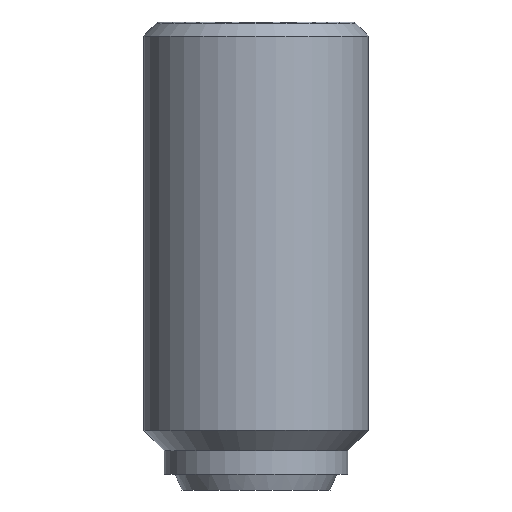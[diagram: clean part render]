
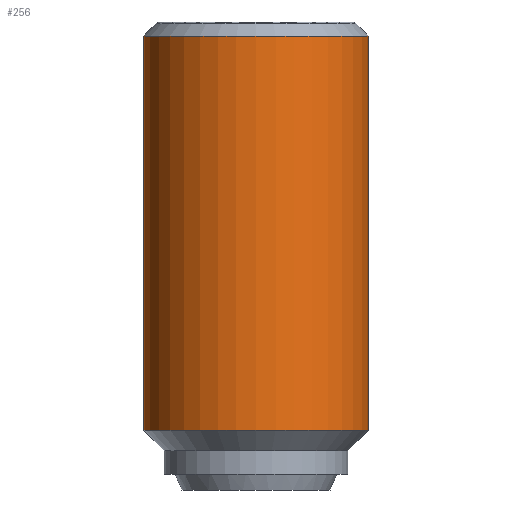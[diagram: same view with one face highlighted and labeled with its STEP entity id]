
A CAD part, front view. The second image highlights one B-rep face of the part: STEP entity #256.
In plain terms, the highlighted cylindrical face has radius 12 mm (diameter 24 mm), a partial arc.
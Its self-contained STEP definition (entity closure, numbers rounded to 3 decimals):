
#136=EDGE_CURVE('',#152,#206,#361,.T.);
#152=VERTEX_POINT('',#379);
#182=EDGE_CURVE('',#308,#152,#414,.T.);
#206=VERTEX_POINT('',#439);
#256=ADVANCED_FACE('',(#496),#497,.T.);
#258=EDGE_CURVE('',#268,#206,#499,.T.);
#268=VERTEX_POINT('',#511);
#308=VERTEX_POINT('',#555);
#326=EDGE_CURVE('',#268,#308,#575,.T.);
#361=LINE('',#603,#604);
#379=CARTESIAN_POINT('',(12.0,0.,-1.5));
#414=CIRCLE('',#668,12.0);
#439=CARTESIAN_POINT('',(12.0,0.,-43.6));
#496=FACE_OUTER_BOUND('',#811,.T.);
#497=CYLINDRICAL_SURFACE('',#812,12.0);
#499=CIRCLE('',#815,12.0);
#511=CARTESIAN_POINT('',(-12.0,0.,-43.6));
#555=CARTESIAN_POINT('',(-12.0,0.,-1.5));
#575=LINE('',#925,#926);
#603=CARTESIAN_POINT('',(12.0,0.,-22.55));
#604=VECTOR('',#956,1.0);
#668=AXIS2_PLACEMENT_3D('',#1035,#1036,#1037);
#811=EDGE_LOOP('',(#1126,#1127,#1128,#1129));
#812=AXIS2_PLACEMENT_3D('',#1130,#1131,#1132);
#815=AXIS2_PLACEMENT_3D('',#1133,#1134,#1135);
#925=CARTESIAN_POINT('',(-12.0,0.,-22.55));
#926=VECTOR('',#1216,1.0);
#956=DIRECTION('',(-0.0,-0.0,-1.0));
#1035=CARTESIAN_POINT('',(0.,0.,-1.5));
#1036=DIRECTION('',(0.0,0.0,1.0));
#1037=DIRECTION('',(-1.0,0.,0.0));
#1126=ORIENTED_EDGE('',*,*,#326,.F.);
#1127=ORIENTED_EDGE('',*,*,#258,.T.);
#1128=ORIENTED_EDGE('',*,*,#136,.F.);
#1129=ORIENTED_EDGE('',*,*,#182,.F.);
#1130=CARTESIAN_POINT('',(0.,0.,-22.55));
#1131=DIRECTION('',(-0.0,-0.0,-1.0));
#1132=DIRECTION('',(-1.0,0.,0.0));
#1133=CARTESIAN_POINT('',(0.,0.,-43.6));
#1134=DIRECTION('',(0.0,0.0,1.0));
#1135=DIRECTION('',(-1.0,0.,0.0));
#1216=DIRECTION('',(0.0,0.0,1.0));
